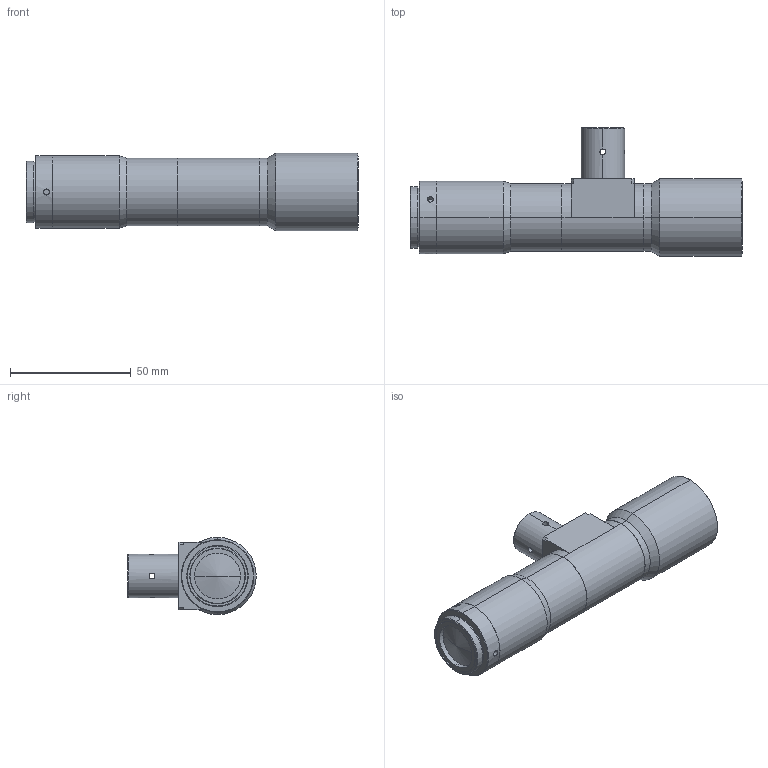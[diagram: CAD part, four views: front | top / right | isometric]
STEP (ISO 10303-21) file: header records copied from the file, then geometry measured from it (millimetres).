
FILE_DESCRIPTION (( 'STEP AP203' ), '1' );
FILE_NAME ('WWH10-110CTV2.STEP', '2019-12-03T03:23:22', ( 'Windows 蚚誧' ), ( '' ), 'SwSTEP 2.0', 'SolidWorks 2017', '' );
FILE_SCHEMA (( 'CONFIG_CONTROL_DESIGN' ));
Length unit declared in the file: millimetre
Products named in the file (1): WWH10-110CTV2
Bounding box: 137.2 x 53.1 x 32 mm (x, y, z)
Volume: 100249 mm3; surface area: 17483 mm2
Topology: 3 solids, 3 shells, 143 faces, 329 edges, 200 vertices
Faces by surface type: cylinder 73, cone 39, plane 31
Entity records: 4600 total; most frequent: CARTESIAN_POINT 1342, DIRECTION 671, ORIENTED_EDGE 634, EDGE_CURVE 317, AXIS2_PLACEMENT_3D 265, VERTEX_POINT 200, EDGE_LOOP 171, ADVANCED_FACE 143
